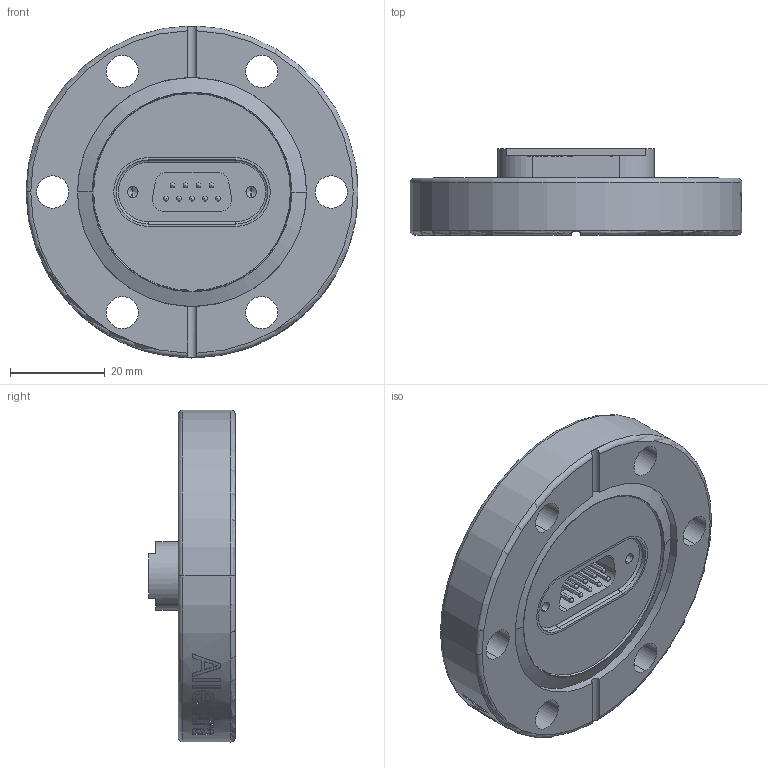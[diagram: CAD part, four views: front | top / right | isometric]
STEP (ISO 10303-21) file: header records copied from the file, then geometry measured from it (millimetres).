
FILE_DESCRIPTION (( 'STEP AP214' ), '1' );
FILE_NAME ('210-D09-C40-TI.step', '2025-02-17T20:18:30', ( '' ), ( '' ), 'SwSTEP 2.0', 'SolidWorks 2022', '' );
FILE_SCHEMA (( 'AUTOMOTIVE_DESIGN' ));
Length unit declared in the file: millimetre
Products named in the file (5): 9210-D09-C40-TI_9210-D09-C40-TI; 9218-D9-37-TI_9 pin + Logo; 218-D9-37-TI_218-D09-TI; 210-D09-C40-TI; 9210-PIN-TA_9210-PIN-TA
Assembly tree (12 placements, depth 3):
  210-D09-C40-TI
    9210-D09-C40-TI_9210-D09-C40-TI
    218-D9-37-TI_218-D09-TI
      9218-D9-37-TI_9 pin + Logo
      9210-PIN-TA_9210-PIN-TA  x9
Bounding box: 70 x 18.2 x 70 mm (x, y, z)
Volume: 41478.2 mm3; surface area: 15320 mm2
Topology: 11 solids, 11 shells, 557 faces, 1503 edges, 989 vertices
Faces by surface type: plane 211, bspline 161, cylinder 146, sphere 18, cone 12, torus 9
Entity records: 34216 total; most frequent: CARTESIAN_POINT 21841, ORIENTED_EDGE 2786, DIRECTION 2022, EDGE_CURVE 1393, VERTEX_POINT 921, AXIS2_PLACEMENT_3D 704, LINE 614, VECTOR 614
